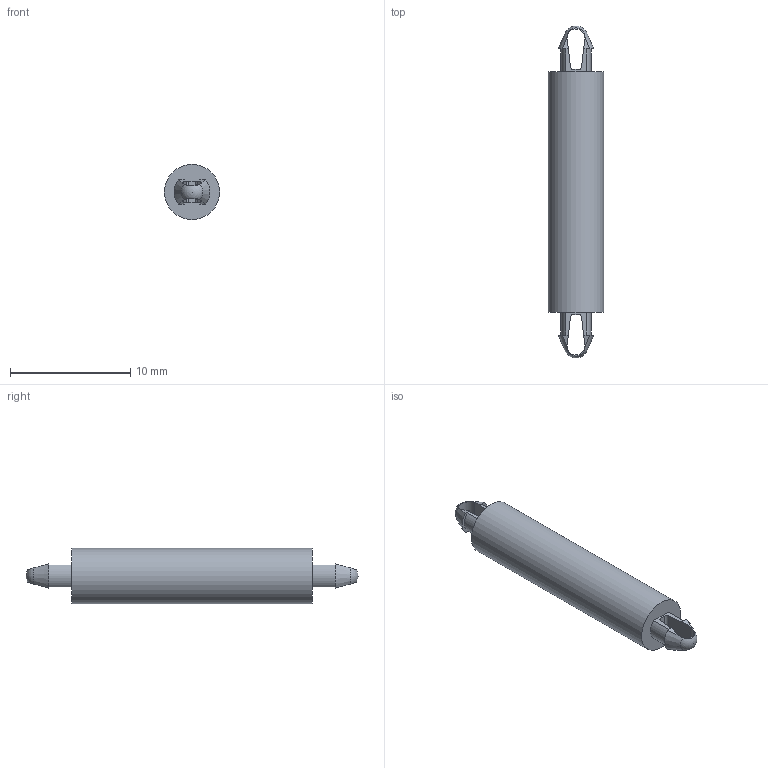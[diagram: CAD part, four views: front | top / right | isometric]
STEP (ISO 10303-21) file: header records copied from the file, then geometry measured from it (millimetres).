
FILE_DESCRIPTION(/* description */ ('Unknown'),/* implementation_level */ '2;1');
FILE_NAME(/* name */ '709670200',/* time_stamp */ '2019-02-06T14:28:21+01:00',/* author */ ('Unknown'),/* organization */ ('Unknown'),/* preprocessor_version */ 'ST-DEVELOPER v16.7',/* originating_system */ 'DEX',/* authorisation */ $);
FILE_SCHEMA (('AUTOMOTIVE_DESIGN {1 0 10303 214 3 1 1}'));
Length unit declared in the file: millimetre
Products named in the file (1): 709670200
Bounding box: 4.6 x 27.6 x 4.6 mm (x, y, z)
Volume: 345.8 mm3; surface area: 382.9 mm2
Topology: 1 solids, 1 shells, 45 faces, 141 edges, 94 vertices
Faces by surface type: plane 28, cylinder 11, cone 4, sphere 2
Full cylindrical faces by diameter (mm): 4.6 x1
Entity records: 1588 total; most frequent: CARTESIAN_POINT 342, ORIENTED_EDGE 268, DIRECTION 244, EDGE_CURVE 134, VERTEX_POINT 90, AXIS2_PLACEMENT_3D 88, LINE 68, VECTOR 68
